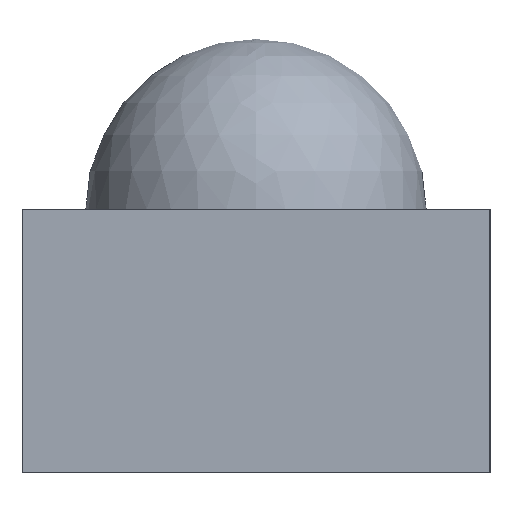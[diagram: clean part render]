
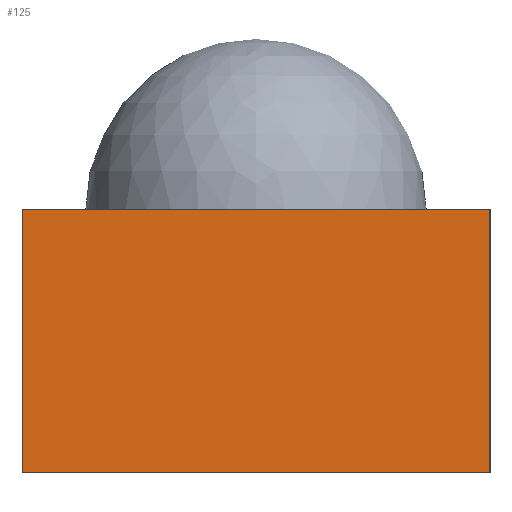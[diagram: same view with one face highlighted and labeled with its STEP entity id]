
A CAD part, left-side view. The second image highlights one B-rep face of the part: STEP entity #125.
In plain terms, the highlighted planar face has unit normal (-1, 0, 0).
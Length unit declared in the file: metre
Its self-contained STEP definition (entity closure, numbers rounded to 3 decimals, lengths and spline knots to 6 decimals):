
#34=ORIENTED_EDGE('',*,*,#59,.F.);
#35=ORIENTED_EDGE('',*,*,#60,.F.);
#36=ORIENTED_EDGE('',*,*,#61,.T.);
#37=ORIENTED_EDGE('',*,*,#62,.T.);
#59=EDGE_CURVE('',#72,#73,#81,.T.);
#60=EDGE_CURVE('',#74,#72,#82,.T.);
#61=EDGE_CURVE('',#74,#75,#83,.T.);
#62=EDGE_CURVE('',#75,#73,#84,.T.);
#72=VERTEX_POINT('',#204);
#73=VERTEX_POINT('',#205);
#74=VERTEX_POINT('',#207);
#75=VERTEX_POINT('',#209);
#81=LINE('',#203,#93);
#82=LINE('',#206,#94);
#83=LINE('',#208,#95);
#84=LINE('',#210,#96);
#93=VECTOR('',#171,1.);
#94=VECTOR('',#172,1.);
#95=VECTOR('',#173,1.);
#96=VECTOR('',#174,1.);
#105=EDGE_LOOP('',(#34,#35,#36,#37));
#112=FACE_BOUND('',#105,.T.);
#119=PLANE('',#157);
#125=ADVANCED_FACE('',(#112),#119,.T.);
#157=AXIS2_PLACEMENT_3D('',#202,#169,#170);
#169=DIRECTION('',(-1.,0.,0.));
#170=DIRECTION('',(0.,0.,1.));
#171=DIRECTION('',(0.,1.,0.));
#172=DIRECTION('',(0.,0.,-1.));
#173=DIRECTION('',(0.,1.,0.));
#174=DIRECTION('',(0.,0.,-1.));
#202=CARTESIAN_POINT('',(0.,0.0011,0.00124));
#203=CARTESIAN_POINT('',(0.,0.0011,0.));
#204=CARTESIAN_POINT('',(0.,0.,0.));
#205=CARTESIAN_POINT('',(0.,0.0022,0.));
#206=CARTESIAN_POINT('',(0.,0.,0.00124));
#207=CARTESIAN_POINT('',(0.,0.,0.00124));
#208=CARTESIAN_POINT('',(0.,0.0011,0.00124));
#209=CARTESIAN_POINT('',(0.,0.0022,0.00124));
#210=CARTESIAN_POINT('',(0.,0.0022,0.00124));
